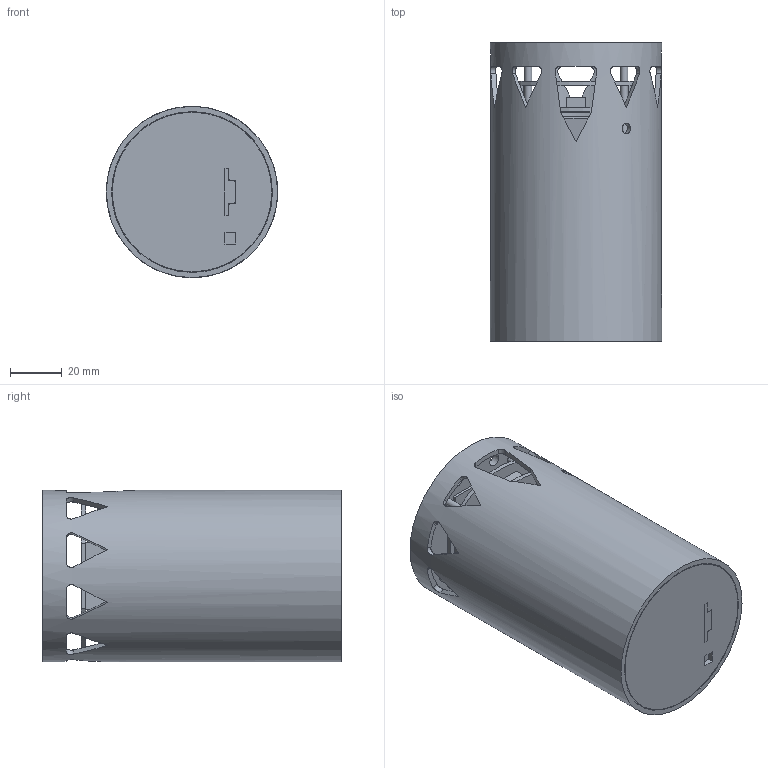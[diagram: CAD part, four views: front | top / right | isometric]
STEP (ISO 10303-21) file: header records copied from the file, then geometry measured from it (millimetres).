
FILE_DESCRIPTION(/* description */ (''),/* implementation_level */ '2;1');
FILE_NAME(/* name */ 'Znicz4 v38.step',/* time_stamp */ '2019-01-13T23:05:35+01:00',/* author */ ('jmczarny'),/* organization */ (''),/* preprocessor_version */ 'ST-DEVELOPER v17.2',/* originating_system */ 'Autodesk Translation Framework v7.6.0.251',/* authorisation */ '');
FILE_SCHEMA (('AUTOMOTIVE_DESIGN { 1 0 10303 214 3 1 1 }'));
Length unit declared in the file: millimetre
Products named in the file (8): Znicz4; Cover; SPS30; CanSatKit; GPS; Batteries; switch; Charger&protect
Assembly tree (7 placements, depth 2):
  Znicz4
    Cover
    SPS30
    CanSatKit
    GPS
    Batteries
    switch
    Charger&protect
Bounding box: 65.99 x 115 x 66 mm (x, y, z)
Volume: 178761.8 mm3; surface area: 113692.7 mm2
Topology: 10 solids, 10 shells, 317 faces, 807 edges, 520 vertices
Faces by surface type: plane 166, cylinder 113, bspline 28, sphere 8, torus 2
Full cylindrical faces by diameter (mm): 2.9 x8, 3 x8, 4 x1, 5 x8, 61.5 x1, 62 x1, 66 x1
Entity records: 11221 total; most frequent: CARTESIAN_POINT 3150, DIRECTION 1639, ORIENTED_EDGE 1610, EDGE_CURVE 805, AXIS2_PLACEMENT_3D 608, VERTEX_POINT 520, LINE 423, VECTOR 423
